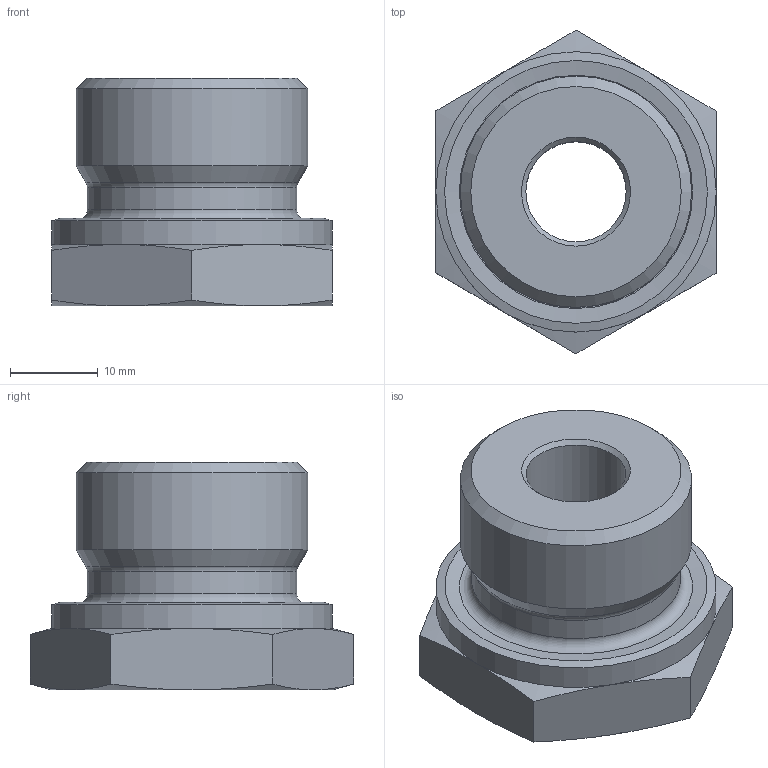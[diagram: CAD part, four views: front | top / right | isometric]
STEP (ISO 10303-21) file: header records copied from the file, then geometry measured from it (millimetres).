
FILE_DESCRIPTION((''),'2;1');
FILE_NAME('715016828.stp','2014-09-02T10:57:08',(''),('KNOMI spol. s r. o.'),'Autodesk Inventor 2012','Autodesk Inventor 2012','');
FILE_SCHEMA(('AUTOMOTIVE_DESIGN { 1 2 10303 214 0 1 1 1 }'));
Length unit declared in the file: millimetre
Products named in the file (1): RIBR G3/4"-G1/4"
Bounding box: 32.02 x 36.95 x 26 mm (x, y, z)
Volume: 14076.8 mm3; surface area: 4817.9 mm2
Topology: 1 solids, 1 shells, 32 faces, 71 edges, 41 vertices
Faces by surface type: cone 18, plane 8, cylinder 4, torus 2
Full cylindrical faces by diameter (mm): 11.445 x1, 23.9 x1, 26.411 x1, 32 x1
Entity records: 796 total; most frequent: CARTESIAN_POINT 177, DIRECTION 124, ORIENTED_EDGE 114, AXIS2_PLACEMENT_3D 58, EDGE_CURVE 57, EDGE_LOOP 46, VERTEX_POINT 39, FACE_OUTER_BOUND 32
